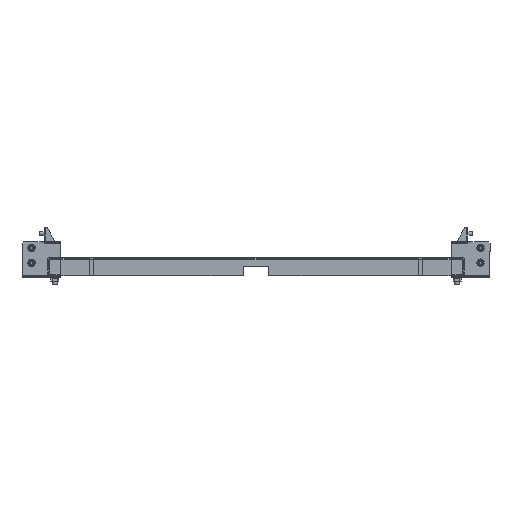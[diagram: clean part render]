
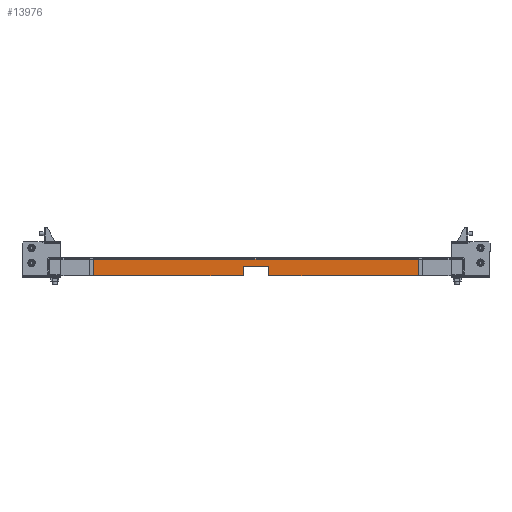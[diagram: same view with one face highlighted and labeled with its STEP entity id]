
A CAD part, front view. The second image highlights one B-rep face of the part: STEP entity #13976.
In plain terms, the highlighted planar face has unit normal (0, -1, 0).
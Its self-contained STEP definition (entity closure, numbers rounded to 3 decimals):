
#542 = DIRECTION ( 'NONE',  ( 0., 0., 1. ) ) ;
#868 = VECTOR ( 'NONE', #15356, 1000. ) ;
#1604 = CARTESIAN_POINT ( 'NONE',  ( 21.5, -960.5, 0. ) ) ;
#1942 = VERTEX_POINT ( 'NONE', #23277 ) ;
#2039 = LINE ( 'NONE', #15768, #14856 ) ;
#2162 = LINE ( 'NONE', #21223, #20152 ) ;
#2238 = VERTEX_POINT ( 'NONE', #5961 ) ;
#2287 = CARTESIAN_POINT ( 'NONE',  ( 271.5, -960.5, -30. ) ) ;
#2854 = CARTESIAN_POINT ( 'NONE',  ( 271.5, -960.5, -30. ) ) ;
#2980 = ORIENTED_EDGE ( 'NONE', *, *, #21130, .T. ) ;
#3498 = VECTOR ( 'NONE', #18217, 1000. ) ;
#4192 = EDGE_LOOP ( 'NONE', ( #21695, #18976, #19886, #19957, #17476, #16162, #2980, #16416 ) ) ;
#5248 = EDGE_CURVE ( 'NONE', #12663, #1942, #11255, .T. ) ;
#5961 = CARTESIAN_POINT ( 'NONE',  ( 21.5, -960.5, -13.5 ) ) ;
#6217 = DIRECTION ( 'NONE',  ( 0., 0., -1. ) ) ;
#6858 = DIRECTION ( 'NONE',  ( 1., 0., 0. ) ) ;
#7339 = LINE ( 'NONE', #1604, #11625 ) ;
#7744 = CARTESIAN_POINT ( 'NONE',  ( -271.5, -960.5, -30. ) ) ;
#7957 = CARTESIAN_POINT ( 'NONE',  ( 21.5, -960.5, -30. ) ) ;
#8015 = DIRECTION ( 'NONE',  ( -1., 0., 0. ) ) ;
#8207 = DIRECTION ( 'NONE',  ( 0., 1., 0. ) ) ;
#8705 = VERTEX_POINT ( 'NONE', #14319 ) ;
#8875 = CARTESIAN_POINT ( 'NONE',  ( 0., -960.5, -13.5 ) ) ;
#9644 = EDGE_CURVE ( 'NONE', #12663, #8705, #21868, .T. ) ;
#9647 = EDGE_CURVE ( 'NONE', #22784, #8705, #18228, .T. ) ;
#10217 = VERTEX_POINT ( 'NONE', #14977 ) ;
#10355 = VERTEX_POINT ( 'NONE', #2287 ) ;
#11255 = LINE ( 'NONE', #15363, #21768 ) ;
#11625 = VECTOR ( 'NONE', #6217, 1000. ) ;
#11865 = EDGE_CURVE ( 'NONE', #10217, #2238, #15493, .T. ) ;
#12663 = VERTEX_POINT ( 'NONE', #17532 ) ;
#13976 = ADVANCED_FACE ( 'NONE', ( #21531 ), #24910, .F. ) ;
#14319 = CARTESIAN_POINT ( 'NONE',  ( -271.5, -960.5, -1.414 ) ) ;
#14372 = CARTESIAN_POINT ( 'NONE',  ( 0., -960.5, 0. ) ) ;
#14856 = VECTOR ( 'NONE', #17694, 1000. ) ;
#14977 = CARTESIAN_POINT ( 'NONE',  ( -21.5, -960.5, -13.5 ) ) ;
#15356 = DIRECTION ( 'NONE',  ( 0., 0., 1. ) ) ;
#15363 = CARTESIAN_POINT ( 'NONE',  ( 0., -960.5, -30. ) ) ;
#15399 = EDGE_CURVE ( 'NONE', #18184, #10355, #2039, .T. ) ;
#15493 = LINE ( 'NONE', #8875, #26698 ) ;
#15768 = CARTESIAN_POINT ( 'NONE',  ( 0., -960.5, -30. ) ) ;
#16162 = ORIENTED_EDGE ( 'NONE', *, *, #11865, .T. ) ;
#16416 = ORIENTED_EDGE ( 'NONE', *, *, #15399, .T. ) ;
#16652 = EDGE_CURVE ( 'NONE', #1942, #10217, #2162, .T. ) ;
#16948 = VECTOR ( 'NONE', #24640, 1000. ) ;
#17154 = CARTESIAN_POINT ( 'NONE',  ( 271.5, -960.5, -1.414 ) ) ;
#17476 = ORIENTED_EDGE ( 'NONE', *, *, #16652, .T. ) ;
#17532 = CARTESIAN_POINT ( 'NONE',  ( -271.5, -960.5, -30. ) ) ;
#17694 = DIRECTION ( 'NONE',  ( 1., 0., 0. ) ) ;
#18184 = VERTEX_POINT ( 'NONE', #7957 ) ;
#18217 = DIRECTION ( 'NONE',  ( -1., 0., 0. ) ) ;
#18228 = LINE ( 'NONE', #24348, #3498 ) ;
#18976 = ORIENTED_EDGE ( 'NONE', *, *, #9647, .T. ) ;
#19886 = ORIENTED_EDGE ( 'NONE', *, *, #9644, .F. ) ;
#19957 = ORIENTED_EDGE ( 'NONE', *, *, #5248, .T. ) ;
#20152 = VECTOR ( 'NONE', #542, 1000. ) ;
#20329 = EDGE_CURVE ( 'NONE', #10355, #22784, #21270, .T. ) ;
#21130 = EDGE_CURVE ( 'NONE', #2238, #18184, #7339, .T. ) ;
#21223 = CARTESIAN_POINT ( 'NONE',  ( -21.5, -960.5, 0. ) ) ;
#21270 = LINE ( 'NONE', #2854, #868 ) ;
#21531 = FACE_OUTER_BOUND ( 'NONE', #4192, .T. ) ;
#21695 = ORIENTED_EDGE ( 'NONE', *, *, #20329, .T. ) ;
#21768 = VECTOR ( 'NONE', #21950, 1000. ) ;
#21868 = LINE ( 'NONE', #7744, #16948 ) ;
#21950 = DIRECTION ( 'NONE',  ( 1., 0., 0. ) ) ;
#22784 = VERTEX_POINT ( 'NONE', #17154 ) ;
#23277 = CARTESIAN_POINT ( 'NONE',  ( -21.5, -960.5, -30. ) ) ;
#24348 = CARTESIAN_POINT ( 'NONE',  ( 348.743, -960.5, -1.414 ) ) ;
#24640 = DIRECTION ( 'NONE',  ( 0., 0., 1. ) ) ;
#24910 = PLANE ( 'NONE',  #25855 ) ;
#25855 = AXIS2_PLACEMENT_3D ( 'NONE', #14372, #8207, #8015 ) ;
#26698 = VECTOR ( 'NONE', #6858, 1000. ) ;
